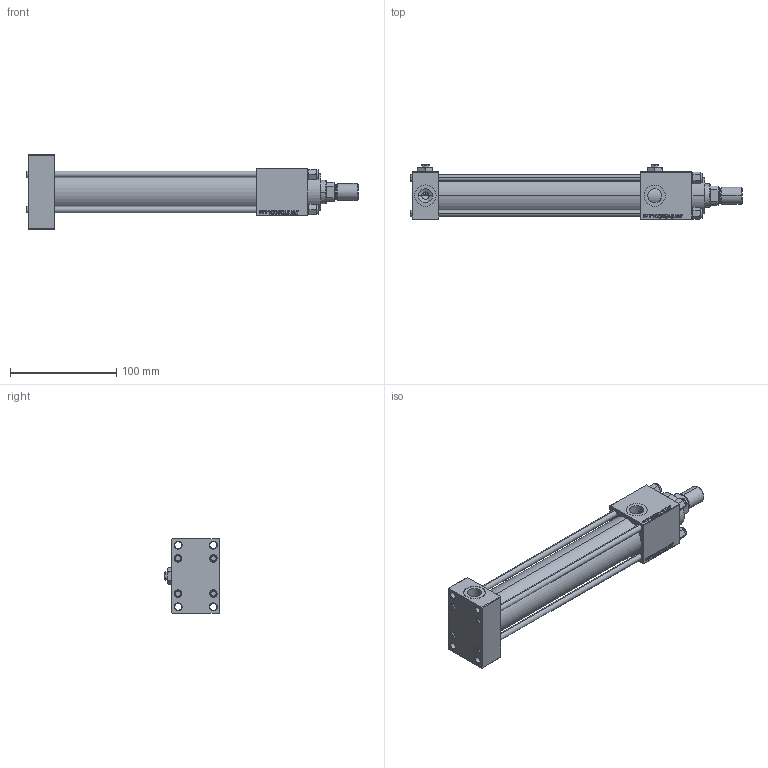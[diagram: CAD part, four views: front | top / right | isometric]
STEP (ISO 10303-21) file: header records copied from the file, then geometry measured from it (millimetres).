
FILE_DESCRIPTION (( 'STEP AP203' ), '1' );
FILE_NAME ('4d35.STEP', '2025-05-28T12:14:25', ( '' ), ( '' ), 'SwSTEP 2.0', 'SolidWorks 2019', '' );
FILE_SCHEMA (( 'CONFIG_CONTROL_DESIGN' ));
Length unit declared in the file: millimetre
Products named in the file (8): V215CR_TYCINKA_E 673001aba74becef06f40c252973822c; V215CR_E_Body 673001aba74becef06f40c252973822c; NUT_M5_E 673001aba74becef06f40c252973822c; V215_VC_A 673001aba74becef06f40c252973822c; Zatka_pro_OIL_PORT 673001aba74becef06f40c252973822c; ROD_END_AH 673001aba74becef06f40c252973822c; V215CR_VCP_E 673001aba74becef06f40c252973822c; 4d35
Assembly tree (14 placements, depth 2):
  4d35
    V215CR_E_Body 673001aba74becef06f40c252973822c
    V215CR_VCP_E 673001aba74becef06f40c252973822c
    V215CR_TYCINKA_E 673001aba74becef06f40c252973822c  x4
    NUT_M5_E 673001aba74becef06f40c252973822c  x4
    V215_VC_A 673001aba74becef06f40c252973822c
    ROD_END_AH 673001aba74becef06f40c252973822c
    Zatka_pro_OIL_PORT 673001aba74becef06f40c252973822c  x2
Bounding box: 312 x 52 x 70 mm (x, y, z)
Volume: 353752.8 mm3; surface area: 135326.7 mm2
Topology: 14 solids, 14 shells, 1249 faces, 3118 edges, 2006 vertices
Faces by surface type: plane 548, bspline 392, cone 198, cylinder 101, torus 10
Entity records: 52458 total; most frequent: CARTESIAN_POINT 27733, ORIENTED_EDGE 5536, DIRECTION 3594, EDGE_CURVE 2768, VERTEX_POINT 1804, VECTOR 1616, LINE 1616, EDGE_LOOP 1226
